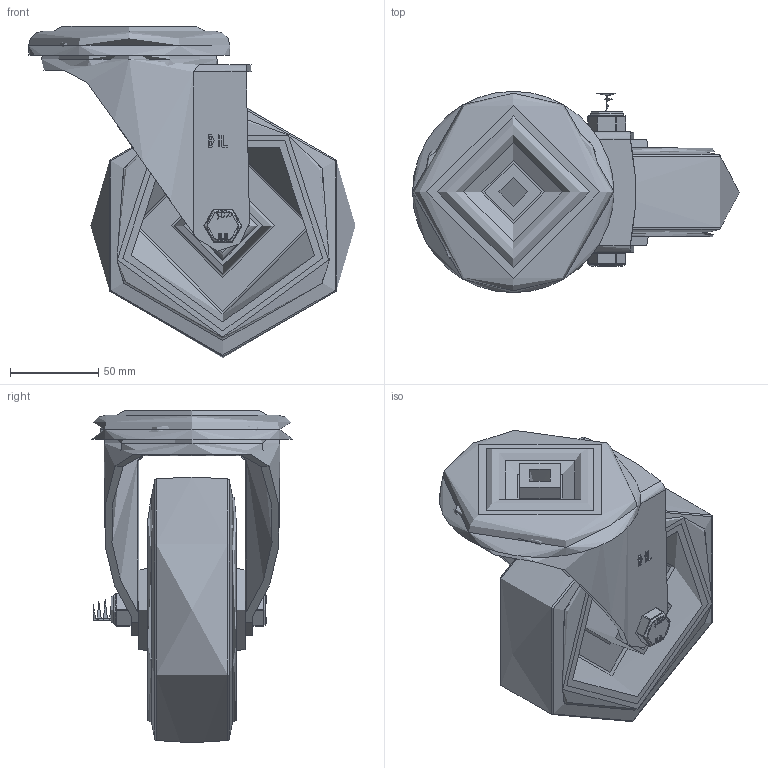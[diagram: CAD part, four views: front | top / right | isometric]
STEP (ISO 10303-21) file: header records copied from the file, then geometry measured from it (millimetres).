
FILE_DESCRIPTION(/* description */ (''),/* implementation_level */ '2;1');
FILE_NAME(/* name */ 'BZMM150RNBBH16.step',/* time_stamp */ '2024-10-04T09:10:16+01:00',/* author */ (''),/* organization */ (''),/* preprocessor_version */ 'ST-DEVELOPER v20',/* originating_system */ 'Autodesk Translation Framework v13.20.0.188',/* authorisation */ '');
FILE_SCHEMA (('AUTOMOTIVE_DESIGN { 1 0 10303 214 3 1 1 }'));
Length unit declared in the file: millimetre
Products named in the file (19): BZMM150RNBBH16; BZMM150ASBH16 v1; ZINC PLATED, PRESSED STEEL HEAD; ZINC PLATED, PRESSED STEEL FORKS; BZH150WRNRB v1; 75 SHORE A ELASTIC RUBBER TYRE; NYLON RIM; ROLLER BEARING; CAGE; Pattern; RIBS; TUBEM20X60 v1; ZINC PLATED STEEL TUBE; HEXBOLTM12X90Z8.8 v2; GRADE 8.8 ZINC PLATED BOLT; NYLOCM12Z v1; NYLOC NUT; NUT; RUBBER
Assembly tree (25 placements, depth 5):
  BZMM150RNBBH16
    BZMM150ASBH16 v1
      ZINC PLATED, PRESSED STEEL HEAD
      ZINC PLATED, PRESSED STEEL FORKS
    BZH150WRNRB v1
      75 SHORE A ELASTIC RUBBER TYRE
      NYLON RIM
      ROLLER BEARING
        CAGE
        Pattern
          RIBS  x8
    TUBEM20X60 v1
      ZINC PLATED STEEL TUBE
    HEXBOLTM12X90Z8.8 v2
      GRADE 8.8 ZINC PLATED BOLT
    NYLOCM12Z v1
      NYLOC NUT
        NUT
        RUBBER
Bounding box: 185 x 114 x 187.9 mm (x, y, z)
Volume: 758595 mm3; surface area: 233520.7 mm2
Topology: 17 solids, 17 shells, 483 faces, 1201 edges, 769 vertices
Faces by surface type: plane 242, cylinder 140, bspline 44, torus 27, sphere 18, cone 12
Full cylindrical faces by diameter (mm): 5 x8, 9.836 x16, 11.834 x16, 12 x3, 12.2 x2, 12.5 x1, 14 x2, 16.2 x1, 17.75 x1, 18.5 x1, 19.9 x1, 20 x1, 30 x2, 32.5 x3, 39 x1, 41 x1, 47 x1, 51.5 x1, 74 x1, 91.5 x1, 99.5 x1, 104 x1, 114 x1, 119 x2
Entity records: 22155 total; most frequent: CARTESIAN_POINT 10601, ORIENTED_EDGE 2360, DIRECTION 2245, EDGE_CURVE 1180, AXIS2_PLACEMENT_3D 827, VERTEX_POINT 755, LINE 591, VECTOR 591
